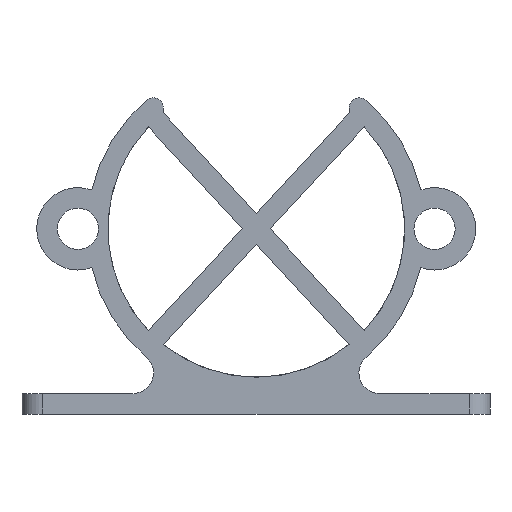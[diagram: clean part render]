
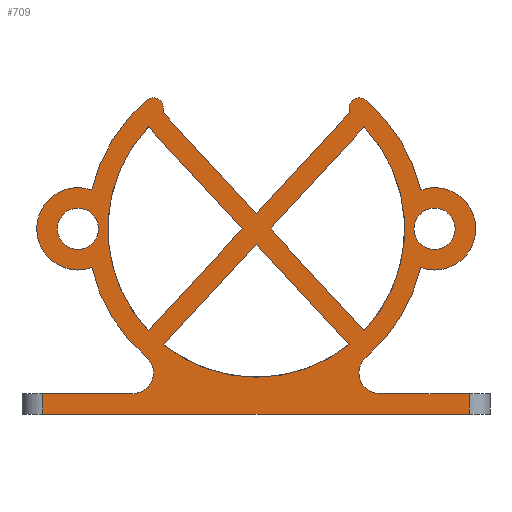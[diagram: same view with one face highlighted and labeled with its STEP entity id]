
A CAD part, front view. The second image highlights one B-rep face of the part: STEP entity #709.
In plain terms, the highlighted planar face has unit normal (0, -1, 0).
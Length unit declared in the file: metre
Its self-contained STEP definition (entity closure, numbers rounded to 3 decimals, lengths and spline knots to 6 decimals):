
#27=PLANE('',#789);
#41=CIRCLE('',#745,0.0144);
#43=CIRCLE('',#747,0.0144);
#45=CIRCLE('',#749,0.0144);
#46=CIRCLE('',#752,0.0164);
#49=CIRCLE('',#756,0.004);
#51=CIRCLE('',#759,0.0164);
#60=CIRCLE('',#774,0.0164);
#63=CIRCLE('',#778,0.004);
#65=CIRCLE('',#781,0.0164);
#66=CIRCLE('',#783,0.002);
#68=CIRCLE('',#786,0.002);
#70=CIRCLE('',#790,0.001);
#71=CIRCLE('',#791,0.002);
#72=CIRCLE('',#792,0.002);
#73=CIRCLE('',#793,0.001);
#160=ORIENTED_EDGE('',*,*,#304,.F.);
#161=ORIENTED_EDGE('',*,*,#358,.T.);
#162=ORIENTED_EDGE('',*,*,#306,.T.);
#163=ORIENTED_EDGE('',*,*,#312,.T.);
#164=ORIENTED_EDGE('',*,*,#315,.T.);
#165=ORIENTED_EDGE('',*,*,#359,.T.);
#166=ORIENTED_EDGE('',*,*,#316,.F.);
#167=ORIENTED_EDGE('',*,*,#360,.T.);
#168=ORIENTED_EDGE('',*,*,#329,.T.);
#169=ORIENTED_EDGE('',*,*,#361,.T.);
#170=ORIENTED_EDGE('',*,*,#337,.F.);
#171=ORIENTED_EDGE('',*,*,#362,.T.);
#172=ORIENTED_EDGE('',*,*,#340,.T.);
#173=ORIENTED_EDGE('',*,*,#346,.T.);
#174=ORIENTED_EDGE('',*,*,#349,.T.);
#175=ORIENTED_EDGE('',*,*,#363,.T.);
#176=ORIENTED_EDGE('',*,*,#354,.T.);
#177=ORIENTED_EDGE('',*,*,#364,.T.);
#178=ORIENTED_EDGE('',*,*,#365,.F.);
#179=ORIENTED_EDGE('',*,*,#293,.F.);
#180=ORIENTED_EDGE('',*,*,#366,.T.);
#181=ORIENTED_EDGE('',*,*,#367,.T.);
#182=ORIENTED_EDGE('',*,*,#297,.F.);
#183=ORIENTED_EDGE('',*,*,#368,.T.);
#184=ORIENTED_EDGE('',*,*,#369,.T.);
#185=ORIENTED_EDGE('',*,*,#352,.F.);
#186=ORIENTED_EDGE('',*,*,#350,.F.);
#187=ORIENTED_EDGE('',*,*,#370,.T.);
#188=ORIENTED_EDGE('',*,*,#301,.F.);
#189=ORIENTED_EDGE('',*,*,#371,.F.);
#293=EDGE_CURVE('',#397,#398,#41,.T.);
#297=EDGE_CURVE('',#401,#402,#43,.T.);
#301=EDGE_CURVE('',#405,#391,#45,.T.);
#304=EDGE_CURVE('',#407,#408,#470,.T.);
#306=EDGE_CURVE('',#409,#410,#46,.T.);
#312=EDGE_CURVE('',#410,#414,#49,.T.);
#315=EDGE_CURVE('',#414,#416,#51,.T.);
#316=EDGE_CURVE('',#417,#418,#476,.T.);
#329=EDGE_CURVE('',#430,#429,#485,.T.);
#337=EDGE_CURVE('',#435,#436,#491,.T.);
#340=EDGE_CURVE('',#437,#438,#60,.T.);
#346=EDGE_CURVE('',#438,#442,#63,.T.);
#349=EDGE_CURVE('',#442,#444,#65,.T.);
#350=EDGE_CURVE('',#445,#445,#66,.T.);
#352=EDGE_CURVE('',#447,#447,#68,.T.);
#354=EDGE_CURVE('',#449,#450,#496,.T.);
#358=EDGE_CURVE('',#407,#409,#70,.T.);
#359=EDGE_CURVE('',#416,#418,#71,.F.);
#360=EDGE_CURVE('',#417,#430,#500,.F.);
#361=EDGE_CURVE('',#429,#436,#501,.T.);
#362=EDGE_CURVE('',#435,#437,#72,.F.);
#363=EDGE_CURVE('',#444,#449,#73,.T.);
#364=EDGE_CURVE('',#450,#452,#502,.T.);
#365=EDGE_CURVE('',#408,#452,#503,.T.);
#366=EDGE_CURVE('',#397,#453,#504,.T.);
#367=EDGE_CURVE('',#453,#398,#505,.T.);
#368=EDGE_CURVE('',#401,#454,#506,.T.);
#369=EDGE_CURVE('',#454,#402,#507,.T.);
#370=EDGE_CURVE('',#455,#391,#508,.T.);
#371=EDGE_CURVE('',#455,#405,#509,.T.);
#391=VERTEX_POINT('',#1036);
#397=VERTEX_POINT('',#1048);
#398=VERTEX_POINT('',#1050);
#401=VERTEX_POINT('',#1056);
#402=VERTEX_POINT('',#1058);
#405=VERTEX_POINT('',#1064);
#407=VERTEX_POINT('',#1070);
#408=VERTEX_POINT('',#1072);
#409=VERTEX_POINT('',#1076);
#410=VERTEX_POINT('',#1077);
#414=VERTEX_POINT('',#1087);
#416=VERTEX_POINT('',#1093);
#417=VERTEX_POINT('',#1097);
#418=VERTEX_POINT('',#1098);
#429=VERTEX_POINT('',#1123);
#430=VERTEX_POINT('',#1125);
#435=VERTEX_POINT('',#1139);
#436=VERTEX_POINT('',#1141);
#437=VERTEX_POINT('',#1146);
#438=VERTEX_POINT('',#1147);
#442=VERTEX_POINT('',#1157);
#444=VERTEX_POINT('',#1163);
#445=VERTEX_POINT('',#1167);
#447=VERTEX_POINT('',#1172);
#449=VERTEX_POINT('',#1177);
#450=VERTEX_POINT('',#1178);
#452=VERTEX_POINT('',#1191);
#453=VERTEX_POINT('',#1194);
#454=VERTEX_POINT('',#1197);
#455=VERTEX_POINT('',#1200);
#470=LINE('',#1071,#534);
#476=LINE('',#1096,#540);
#485=LINE('',#1124,#549);
#491=LINE('',#1140,#555);
#496=LINE('',#1176,#560);
#500=LINE('',#1186,#564);
#501=LINE('',#1187,#565);
#502=LINE('',#1190,#566);
#503=LINE('',#1192,#567);
#504=LINE('',#1193,#568);
#505=LINE('',#1195,#569);
#506=LINE('',#1196,#570);
#507=LINE('',#1198,#571);
#508=LINE('',#1199,#572);
#509=LINE('',#1201,#573);
#534=VECTOR('',#848,1.);
#540=VECTOR('',#874,1.);
#549=VECTOR('',#895,1.);
#555=VECTOR('',#909,1.);
#560=VECTOR('',#950,1.);
#564=VECTOR('',#960,1.);
#565=VECTOR('',#961,1.);
#566=VECTOR('',#966,1.);
#567=VECTOR('',#967,1.);
#568=VECTOR('',#968,1.);
#569=VECTOR('',#969,1.);
#570=VECTOR('',#970,1.);
#571=VECTOR('',#971,1.);
#572=VECTOR('',#972,1.);
#573=VECTOR('',#973,1.);
#606=EDGE_LOOP('',(#160,#161,#162,#163,#164,#165,#166,#167,#168,#169,#170,
#171,#172,#173,#174,#175,#176,#177,#178));
#607=EDGE_LOOP('',(#179,#180,#181));
#608=EDGE_LOOP('',(#182,#183,#184));
#609=EDGE_LOOP('',(#185));
#610=EDGE_LOOP('',(#186));
#611=EDGE_LOOP('',(#187,#188,#189));
#650=FACE_BOUND('',#606,.T.);
#651=FACE_BOUND('',#607,.T.);
#652=FACE_BOUND('',#608,.T.);
#653=FACE_BOUND('',#609,.T.);
#654=FACE_BOUND('',#610,.T.);
#655=FACE_BOUND('',#611,.T.);
#709=ADVANCED_FACE('',(#650,#651,#652,#653,#654,#655),#27,.T.);
#745=AXIS2_PLACEMENT_3D('',#1049,#830,#831);
#747=AXIS2_PLACEMENT_3D('',#1057,#836,#837);
#749=AXIS2_PLACEMENT_3D('',#1065,#842,#843);
#752=AXIS2_PLACEMENT_3D('',#1075,#852,#853);
#756=AXIS2_PLACEMENT_3D('',#1088,#863,#864);
#759=AXIS2_PLACEMENT_3D('',#1094,#870,#871);
#774=AXIS2_PLACEMENT_3D('',#1145,#916,#917);
#778=AXIS2_PLACEMENT_3D('',#1158,#927,#928);
#781=AXIS2_PLACEMENT_3D('',#1164,#934,#935);
#783=AXIS2_PLACEMENT_3D('',#1166,#938,#939);
#786=AXIS2_PLACEMENT_3D('',#1171,#944,#945);
#789=AXIS2_PLACEMENT_3D('',#1183,#954,#955);
#790=AXIS2_PLACEMENT_3D('',#1184,#956,#957);
#791=AXIS2_PLACEMENT_3D('',#1185,#958,#959);
#792=AXIS2_PLACEMENT_3D('',#1188,#962,#963);
#793=AXIS2_PLACEMENT_3D('',#1189,#964,#965);
#830=DIRECTION('',(0.,-1.,0.));
#831=DIRECTION('',(0.,0.,-1.));
#836=DIRECTION('',(0.,-1.,0.));
#837=DIRECTION('',(0.,0.,-1.));
#842=DIRECTION('',(0.,-1.,0.));
#843=DIRECTION('',(0.,0.,-1.));
#848=DIRECTION('',(0.,0.,-1.));
#852=DIRECTION('',(0.,-1.,0.));
#853=DIRECTION('',(0.,0.,-1.));
#863=DIRECTION('',(0.,-1.,0.));
#864=DIRECTION('',(0.,0.,-1.));
#870=DIRECTION('',(0.,-1.,0.));
#871=DIRECTION('',(0.,0.,-1.));
#874=DIRECTION('',(1.,0.,0.));
#895=DIRECTION('',(1.,0.,0.));
#909=DIRECTION('',(1.,0.,0.));
#916=DIRECTION('',(0.,-1.,0.));
#917=DIRECTION('',(0.,0.,-1.));
#927=DIRECTION('',(0.,-1.,0.));
#928=DIRECTION('',(0.,0.,-1.));
#934=DIRECTION('',(0.,-1.,0.));
#935=DIRECTION('',(0.,0.,-1.));
#938=DIRECTION('',(0.,-1.,0.));
#939=DIRECTION('',(0.,0.,-1.));
#944=DIRECTION('',(0.,-1.,0.));
#945=DIRECTION('',(0.,0.,-1.));
#950=DIRECTION('',(0.,0.,-1.));
#954=DIRECTION('',(0.,-1.,0.));
#955=DIRECTION('',(1.,0.,0.));
#956=DIRECTION('',(0.,-1.,0.));
#957=DIRECTION('',(0.,0.,-1.));
#958=DIRECTION('',(0.,-1.,0.));
#959=DIRECTION('',(0.,0.,-1.));
#960=DIRECTION('',(0.,0.,1.));
#961=DIRECTION('',(0.,0.,1.));
#962=DIRECTION('',(0.,-1.,0.));
#963=DIRECTION('',(0.,0.,-1.));
#964=DIRECTION('',(0.,-1.,0.));
#965=DIRECTION('',(0.,0.,-1.));
#966=DIRECTION('',(-0.678,0.,-0.735));
#967=DIRECTION('',(0.678,0.,-0.735));
#968=DIRECTION('',(0.678,0.,-0.735));
#969=DIRECTION('',(-0.678,0.,-0.735));
#970=DIRECTION('',(0.678,0.,0.735));
#971=DIRECTION('',(0.678,0.,-0.735));
#972=DIRECTION('',(0.678,0.,0.735));
#973=DIRECTION('',(0.678,0.,-0.735));
#1036=CARTESIAN_POINT('',(0.010471,-0.0095,0.009886));
#1048=CARTESIAN_POINT('',(-0.010471,-0.0095,0.009886));
#1049=CARTESIAN_POINT('',(0.,-0.0095,0.));
#1050=CARTESIAN_POINT('',(-0.010471,-0.0095,-0.009886));
#1056=CARTESIAN_POINT('',(-0.009,-0.0095,-0.011241));
#1057=CARTESIAN_POINT('',(0.,-0.0095,0.));
#1058=CARTESIAN_POINT('',(0.009,-0.0095,-0.011241));
#1064=CARTESIAN_POINT('',(0.010471,-0.0095,-0.009886));
#1065=CARTESIAN_POINT('',(0.,-0.0095,0.));
#1070=CARTESIAN_POINT('',(-0.009,-0.0095,0.011712));
#1071=CARTESIAN_POINT('',(-0.009,-0.0095,0.012475));
#1072=CARTESIAN_POINT('',(-0.009,-0.0095,0.011241));
#1075=CARTESIAN_POINT('',(0.,-0.0095,0.));
#1076=CARTESIAN_POINT('',(-0.010649,-0.0095,0.012472));
#1077=CARTESIAN_POINT('',(-0.015961,-0.0095,0.003769));
#1087=CARTESIAN_POINT('',(-0.015961,-0.0095,-0.003769));
#1088=CARTESIAN_POINT('',(-0.0173,-0.0095,0.));
#1093=CARTESIAN_POINT('',(-0.010659,-0.0095,-0.012464));
#1094=CARTESIAN_POINT('',(0.,-0.0095,0.));
#1096=CARTESIAN_POINT('',(-0.013199,-0.0095,-0.015984));
#1097=CARTESIAN_POINT('',(-0.020728,-0.0095,-0.015984));
#1098=CARTESIAN_POINT('',(-0.011959,-0.0095,-0.015984));
#1123=CARTESIAN_POINT('',(0.020678,-0.0095,-0.017984));
#1124=CARTESIAN_POINT('',(-0.000025,-0.0095,-0.017984));
#1125=CARTESIAN_POINT('',(-0.020728,-0.0095,-0.017984));
#1139=CARTESIAN_POINT('',(0.011959,-0.0095,-0.015984));
#1140=CARTESIAN_POINT('',(0.013175,-0.0095,-0.015984));
#1141=CARTESIAN_POINT('',(0.020678,-0.0095,-0.015984));
#1145=CARTESIAN_POINT('',(0.,-0.0095,0.));
#1146=CARTESIAN_POINT('',(0.010659,-0.0095,-0.012464));
#1147=CARTESIAN_POINT('',(0.015961,-0.0095,-0.003769));
#1157=CARTESIAN_POINT('',(0.015961,-0.0095,0.003769));
#1158=CARTESIAN_POINT('',(0.0173,-0.0095,0.));
#1163=CARTESIAN_POINT('',(0.010649,-0.0095,0.012472));
#1164=CARTESIAN_POINT('',(0.,-0.0095,0.));
#1166=CARTESIAN_POINT('',(0.0173,-0.0095,0.));
#1167=CARTESIAN_POINT('',(0.0173,-0.0095,-0.002));
#1171=CARTESIAN_POINT('',(-0.0173,-0.0095,0.));
#1172=CARTESIAN_POINT('',(-0.0173,-0.0095,-0.002));
#1176=CARTESIAN_POINT('',(0.009,-0.0095,0.012475));
#1177=CARTESIAN_POINT('',(0.009,-0.0095,0.011712));
#1178=CARTESIAN_POINT('',(0.009,-0.0095,0.011241));
#1183=CARTESIAN_POINT('',(-0.000025,-0.0095,-0.002137));
#1184=CARTESIAN_POINT('',(-0.01,-0.0095,0.011712));
#1185=CARTESIAN_POINT('',(-0.011959,-0.0095,-0.013984));
#1186=CARTESIAN_POINT('',(-0.020728,-0.0095,-0.002137));
#1187=CARTESIAN_POINT('',(0.020678,-0.0095,-0.015984));
#1188=CARTESIAN_POINT('',(0.011959,-0.0095,-0.013984));
#1189=CARTESIAN_POINT('',(0.01,-0.0095,0.011712));
#1190=CARTESIAN_POINT('',(0.0045,-0.0095,0.006358));
#1191=CARTESIAN_POINT('',(0.,-0.0095,0.001476));
#1192=CARTESIAN_POINT('',(-0.0045,-0.0095,0.006358));
#1193=CARTESIAN_POINT('',(-0.005915,-0.0095,0.004943));
#1194=CARTESIAN_POINT('',(-0.00136,-0.0095,0.));
#1195=CARTESIAN_POINT('',(-0.005915,-0.0095,-0.004943));
#1196=CARTESIAN_POINT('',(-0.0045,-0.0095,-0.006358));
#1197=CARTESIAN_POINT('',(0.,-0.0095,-0.001476));
#1198=CARTESIAN_POINT('',(0.0045,-0.0095,-0.006358));
#1199=CARTESIAN_POINT('',(0.005915,-0.0095,0.004943));
#1200=CARTESIAN_POINT('',(0.00136,-0.0095,0.));
#1201=CARTESIAN_POINT('',(0.005915,-0.0095,-0.004943));
